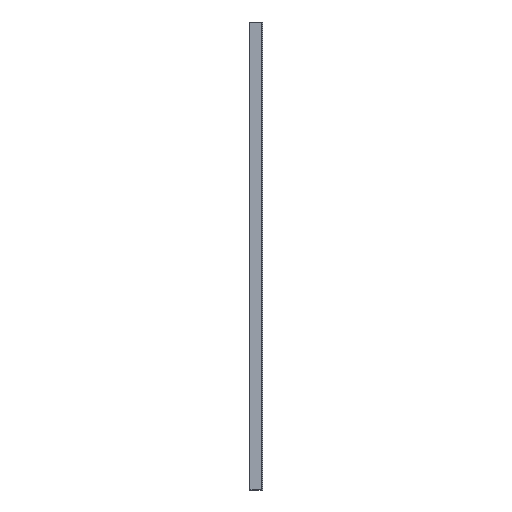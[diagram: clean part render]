
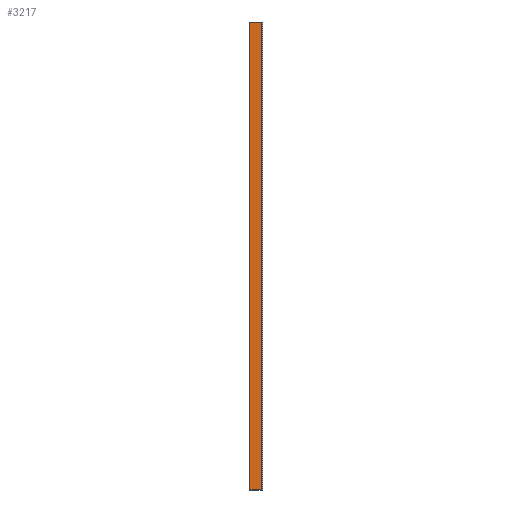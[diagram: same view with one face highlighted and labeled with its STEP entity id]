
A CAD part, left-side view. The second image highlights one B-rep face of the part: STEP entity #3217.
In plain terms, the highlighted planar face has unit normal (-1, 0, 0).
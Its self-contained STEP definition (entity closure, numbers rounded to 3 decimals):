
#1075=DIRECTION('',(0.,-0.707,0.707));
#1076=VECTOR('',#1075,2.828);
#1077=CARTESIAN_POINT('',(-250.,58.,998.));
#1078=LINE('',#1077,#1076);
#1082=DIRECTION('',(0.,0.,1.));
#1083=VECTOR('',#1082,2000.);
#1084=CARTESIAN_POINT('',(-250.,3.,-1000.));
#1085=LINE('',#1084,#1083);
#1089=DIRECTION('',(0.,0.707,0.707));
#1090=VECTOR('',#1089,2.828);
#1091=CARTESIAN_POINT('',(-250.,56.,-1000.));
#1092=LINE('',#1091,#1090);
#1103=DIRECTION('',(0.,0.,1.));
#1104=VECTOR('',#1103,1996.);
#1105=CARTESIAN_POINT('',(-250.,58.,-998.));
#1106=LINE('',#1105,#1104);
#1131=DIRECTION('',(0.,1.,0.));
#1132=VECTOR('',#1131,53.);
#1133=CARTESIAN_POINT('',(-250.,3.,-1000.));
#1134=LINE('',#1133,#1132);
#1217=DIRECTION('',(0.,1.,0.));
#1218=VECTOR('',#1217,53.);
#1219=CARTESIAN_POINT('',(-250.,3.,1000.));
#1220=LINE('',#1219,#1218);
#2464=CARTESIAN_POINT('',(-250.,58.,998.));
#2465=CARTESIAN_POINT('',(-250.,56.,1000.));
#2466=VERTEX_POINT('',#2464);
#2467=VERTEX_POINT('',#2465);
#2472=CARTESIAN_POINT('',(-250.,56.,-1000.));
#2473=CARTESIAN_POINT('',(-250.,58.,-998.));
#2474=VERTEX_POINT('',#2472);
#2475=VERTEX_POINT('',#2473);
#2480=CARTESIAN_POINT('',(-250.,3.,-1000.));
#2481=VERTEX_POINT('',#2480);
#2482=CARTESIAN_POINT('',(-250.,3.,1000.));
#2483=VERTEX_POINT('',#2482);
#3199=CARTESIAN_POINT('',(-250.,3.,-1000.));
#3200=DIRECTION('',(1.,0.,0.));
#3201=DIRECTION('',(0.,1.,0.));
#3202=AXIS2_PLACEMENT_3D('',#3199,#3200,#3201);
#3203=PLANE('',#3202);
#3205=ORIENTED_EDGE('',*,*,#3204,.T.);
#3207=ORIENTED_EDGE('',*,*,#3206,.F.);
#3208=ORIENTED_EDGE('',*,*,#3191,.F.);
#3210=ORIENTED_EDGE('',*,*,#3209,.T.);
#3212=ORIENTED_EDGE('',*,*,#3211,.T.);
#3214=ORIENTED_EDGE('',*,*,#3213,.T.);
#3215=EDGE_LOOP('',(#3205,#3207,#3208,#3210,#3212,#3214));
#3216=FACE_OUTER_BOUND('',#3215,.F.);
#3191=EDGE_CURVE('',#2481,#2483,#1085,.T.);
#3204=EDGE_CURVE('',#2466,#2467,#1078,.T.);
#3206=EDGE_CURVE('',#2483,#2467,#1220,.T.);
#3209=EDGE_CURVE('',#2481,#2474,#1134,.T.);
#3211=EDGE_CURVE('',#2474,#2475,#1092,.T.);
#3213=EDGE_CURVE('',#2475,#2466,#1106,.T.);
#3217=ADVANCED_FACE('',(#3216),#3203,.F.);
